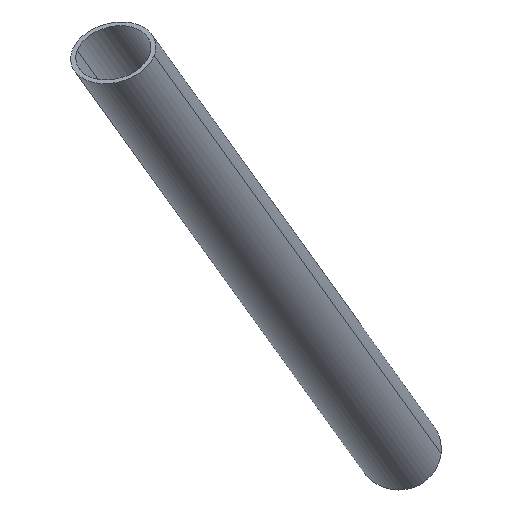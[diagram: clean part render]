
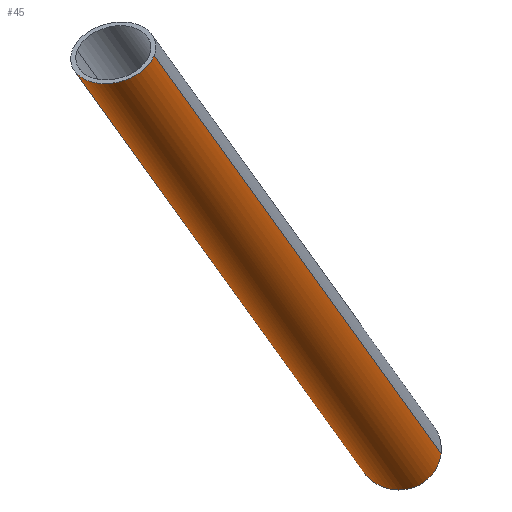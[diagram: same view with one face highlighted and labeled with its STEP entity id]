
A CAD part, left-side view. The second image highlights one B-rep face of the part: STEP entity #45.
In plain terms, the highlighted cylindrical face has radius 12.5 mm (diameter 25 mm), a partial arc.
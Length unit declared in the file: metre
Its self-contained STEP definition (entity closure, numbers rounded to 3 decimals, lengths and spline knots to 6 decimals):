
#45=ADVANCED_FACE('0:37',(#94),#95,.T.);
#63=EDGE_CURVE('0:30',#110,#109,#125,.T.);
#65=EDGE_CURVE('0:32',#106,#105,#127,.T.);
#94=FACE_OUTER_BOUND('',#146,.T.);
#95=CYLINDRICAL_SURFACE('',#147,0.0125);
#105=VERTEX_POINT('',#158);
#106=VERTEX_POINT('',#159);
#109=VERTEX_POINT('',#187);
#110=VERTEX_POINT('',#188);
#125=B_SPLINE_CURVE_WITH_KNOTS('',3,(#336,#337,#338,#339,#340,#341,#342,#343,#344,#345,#346,#347,#348,#349,#350,#351,#352,#353,#354,#355,#356,#357,#358,#359,#360),.UNSPECIFIED.,.F.,.F.,(4,3,3,3,3,3,3,3,4),(0.0,8.574042,16.565061,23.693499,30.266204,36.555044,42.991072,49.716343,57.317816),.UNSPECIFIED.);
#127=B_SPLINE_CURVE_WITH_KNOTS('',3,(#363,#364,#365,#366,#367,#368,#369,#370,#371,#372,#373,#374,#375,#376,#377,#378,#379,#380,#381,#382,#383,#384,#385,#386,#387),.UNSPECIFIED.,.F.,.F.,(4,3,3,3,3,3,3,3,4),(0.0,7.45115,15.437995,23.490275,30.945031,37.679506,44.189774,50.765522,56.82871),.UNSPECIFIED.);
#146=EDGE_LOOP('',(#415,#416,#417,#418));
#147=AXIS2_PLACEMENT_3D('',#419,#420,#421);
#158=CARTESIAN_POINT('',(-1.662109,0.177368,-0.046452));
#159=CARTESIAN_POINT('',(-1.657891,0.202632,-0.043548));
#187=CARTESIAN_POINT('',(-1.866671,0.287174,0.073816));
#188=CARTESIAN_POINT('',(-1.873151,0.262826,0.072184));
#336=CARTESIAN_POINT('',(-1.873151,0.262826,0.072184));
#337=CARTESIAN_POINT('',(-1.874498,0.263371,0.07078));
#338=CARTESIAN_POINT('',(-1.875715,0.264345,0.06942));
#339=CARTESIAN_POINT('',(-1.876696,0.265647,0.068225));
#340=CARTESIAN_POINT('',(-1.87761,0.26686,0.067112));
#341=CARTESIAN_POINT('',(-1.87832,0.268361,0.066142));
#342=CARTESIAN_POINT('',(-1.878759,0.270035,0.0654));
#343=CARTESIAN_POINT('',(-1.879151,0.271529,0.064738));
#344=CARTESIAN_POINT('',(-1.879327,0.273162,0.064258));
#345=CARTESIAN_POINT('',(-1.87926,0.274822,0.064008));
#346=CARTESIAN_POINT('',(-1.879198,0.276352,0.063777));
#347=CARTESIAN_POINT('',(-1.878928,0.277905,0.063743));
#348=CARTESIAN_POINT('',(-1.878457,0.279371,0.063919));
#349=CARTESIAN_POINT('',(-1.878007,0.280773,0.064088));
#350=CARTESIAN_POINT('',(-1.877373,0.282093,0.06445));
#351=CARTESIAN_POINT('',(-1.876595,0.283236,0.064983));
#352=CARTESIAN_POINT('',(-1.8758,0.284406,0.065529));
#353=CARTESIAN_POINT('',(-1.874855,0.285391,0.066254));
#354=CARTESIAN_POINT('',(-1.873833,0.286123,0.067102));
#355=CARTESIAN_POINT('',(-1.872764,0.286889,0.067988));
#356=CARTESIAN_POINT('',(-1.871613,0.28738,0.069006));
#357=CARTESIAN_POINT('',(-1.870463,0.287579,0.070079));
#358=CARTESIAN_POINT('',(-1.869163,0.287805,0.071291));
#359=CARTESIAN_POINT('',(-1.867866,0.287658,0.072571));
#360=CARTESIAN_POINT('',(-1.866671,0.287174,0.073816));
#363=CARTESIAN_POINT('',(-1.657891,0.202632,-0.043548));
#364=CARTESIAN_POINT('',(-1.658379,0.20283,-0.045224));
#365=CARTESIAN_POINT('',(-1.658923,0.202658,-0.046923));
#366=CARTESIAN_POINT('',(-1.659477,0.20215,-0.048511));
#367=CARTESIAN_POINT('',(-1.660071,0.201605,-0.050212));
#368=CARTESIAN_POINT('',(-1.660675,0.200675,-0.051784));
#369=CARTESIAN_POINT('',(-1.66124,0.199451,-0.053098));
#370=CARTESIAN_POINT('',(-1.661809,0.198216,-0.054423));
#371=CARTESIAN_POINT('',(-1.662337,0.196682,-0.055485));
#372=CARTESIAN_POINT('',(-1.662778,0.194977,-0.056193));
#373=CARTESIAN_POINT('',(-1.663187,0.193399,-0.056847));
#374=CARTESIAN_POINT('',(-1.663521,0.191673,-0.057197));
#375=CARTESIAN_POINT('',(-1.663751,0.189931,-0.057199));
#376=CARTESIAN_POINT('',(-1.663959,0.188358,-0.057201));
#377=CARTESIAN_POINT('',(-1.664081,0.186771,-0.056919));
#378=CARTESIAN_POINT('',(-1.664105,0.185286,-0.056359));
#379=CARTESIAN_POINT('',(-1.664128,0.18385,-0.055818));
#380=CARTESIAN_POINT('',(-1.664059,0.182511,-0.055018));
#381=CARTESIAN_POINT('',(-1.663901,0.181366,-0.054009));
#382=CARTESIAN_POINT('',(-1.66374,0.180209,-0.052989));
#383=CARTESIAN_POINT('',(-1.663488,0.179254,-0.051758));
#384=CARTESIAN_POINT('',(-1.663164,0.178567,-0.050407));
#385=CARTESIAN_POINT('',(-1.662865,0.177934,-0.049161));
#386=CARTESIAN_POINT('',(-1.662506,0.177529,-0.047815));
#387=CARTESIAN_POINT('',(-1.662109,0.177368,-0.046452));
#415=ORIENTED_EDGE('',*,*,#440,.T.);
#416=ORIENTED_EDGE('',*,*,#63,.T.);
#417=ORIENTED_EDGE('',*,*,#441,.T.);
#418=ORIENTED_EDGE('',*,*,#65,.T.);
#419=CARTESIAN_POINT('',(-412.870724,166.703006,231.114231));
#420=DIRECTION('',(0.822,-0.333,-0.462));
#421=DIRECTION('',(-0.375,-0.927,0.));
#440=EDGE_CURVE('',#105,#110,#451,.T.);
#441=EDGE_CURVE('',#109,#106,#452,.T.);
#451=LINE('',#462,#463);
#452=LINE('',#464,#465);
#462=CARTESIAN_POINT('',(-1.770848,0.2214,0.014675));
#463=VECTOR('',#476,1.0);
#464=CARTESIAN_POINT('',(-1.761464,0.244572,0.014675));
#465=VECTOR('',#477,1.0);
#476=DIRECTION('',(-0.822,0.333,0.462));
#477=DIRECTION('',(0.822,-0.333,-0.462));
